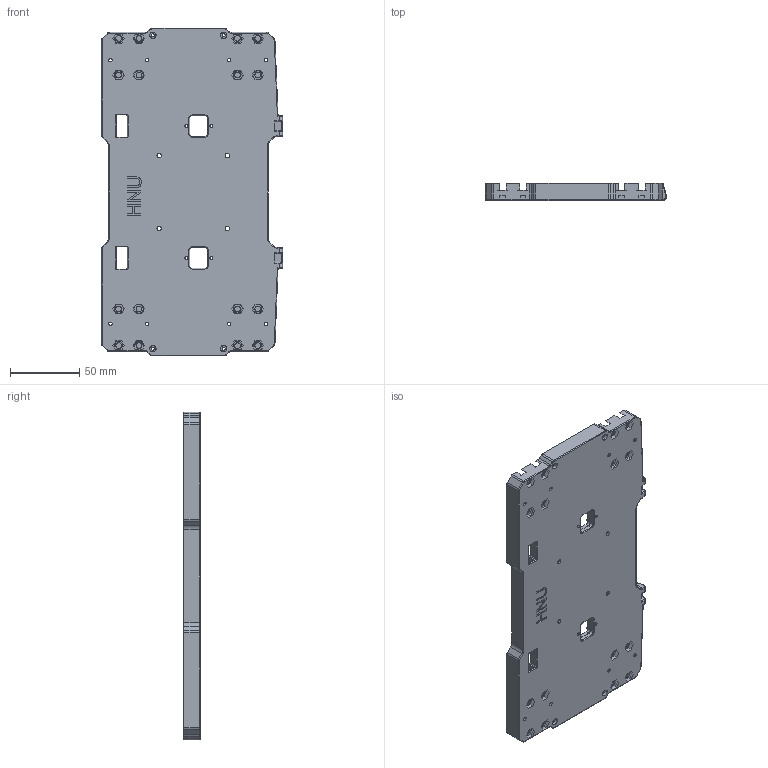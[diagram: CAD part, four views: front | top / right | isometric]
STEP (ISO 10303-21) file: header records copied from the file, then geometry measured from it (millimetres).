
FILE_DESCRIPTION(/* description */ (''),/* implementation_level */ '2;1');
FILE_NAME(/* name */ '装甲模块AM12_主体 3D打印 v2.step',/* time_stamp */ '2020-12-20T14:50:39+08:00',/* author */ (''),/* organization */ (''),/* preprocessor_version */ 'ST-DEVELOPER v18.1',/* originating_system */ 'Autodesk Translation Framework v9.7.1.1290',/* authorisation */ '');
FILE_SCHEMA (('AUTOMOTIVE_DESIGN { 1 0 10303 214 3 1 1 }'));
Length unit declared in the file: millimetre
Products named in the file (3): 装甲模块AM12_主体 3D打印; PCB设计2_Board; Open CASCADE STEP translator 6.8 1.1.1
Assembly tree (2 placements, depth 3):
  装甲模块AM12_主体 3D打印
    PCB设计2_Board
      Open CASCADE STEP translator 6.8 1.1.1
Bounding box: 130.46 x 12 x 236 mm (x, y, z)
Volume: 83716.5 mm3; surface area: 89811.8 mm2
Topology: 24 solids, 24 shells, 1059 faces, 2865 edges, 1878 vertices
Faces by surface type: plane 592, cylinder 296, bspline 101, cone 42, torus 28
Full cylindrical faces by diameter (mm): 1.25 x4, 2.05 x4, 2.3 x4, 2.5 x8, 3 x4, 3.2 x8, 3.3 x2, 4.2 x32
Entity records: 37971 total; most frequent: CARTESIAN_POINT 11154, ORIENTED_EDGE 5714, DIRECTION 5271, EDGE_CURVE 2857, LINE 1927, VECTOR 1927, VERTEX_POINT 1877, AXIS2_PLACEMENT_3D 1672
